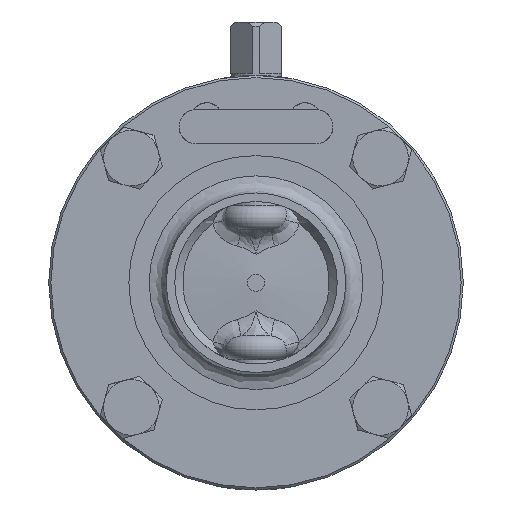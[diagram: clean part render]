
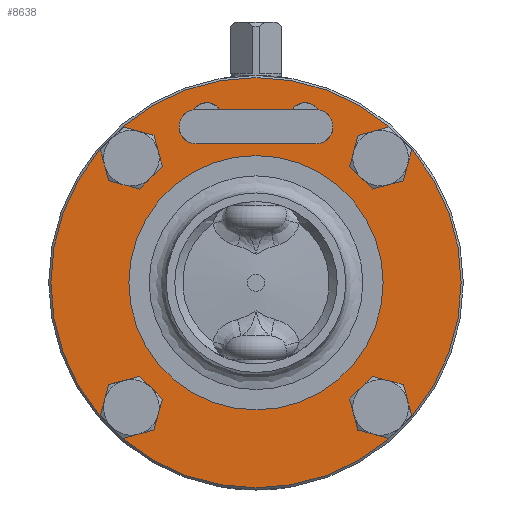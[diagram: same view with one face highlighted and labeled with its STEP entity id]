
A CAD part, left-side view. The second image highlights one B-rep face of the part: STEP entity #8638.
In plain terms, the highlighted planar face has unit normal (-1, 0, 0).
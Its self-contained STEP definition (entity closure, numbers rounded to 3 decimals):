
#369=CARTESIAN_POINT('',(-10.0,11.5,34.9));
#370=VERTEX_POINT('',#369);
#371=CARTESIAN_POINT('',(-10.0,11.5,38.5));
#372=DIRECTION('',(1.0,0.0,0.0));
#373=DIRECTION('',(0.0,0.0,-1.0));
#374=AXIS2_PLACEMENT_3D('',#371,#372,#373);
#375=CIRCLE('',#374,3.6);
#376=EDGE_CURVE('',#370,#370,#375,.T.);
#406=CARTESIAN_POINT('',(-10.0,-11.5,34.9));
#407=VERTEX_POINT('',#406);
#408=CARTESIAN_POINT('',(-10.0,-11.5,38.5));
#409=DIRECTION('',(1.0,0.0,0.0));
#410=DIRECTION('',(0.0,0.0,-1.0));
#411=AXIS2_PLACEMENT_3D('',#408,#409,#410);
#412=CIRCLE('',#411,3.6);
#413=EDGE_CURVE('',#407,#407,#412,.T.);
#5924=CARTESIAN_POINT('',(-10.,-30.656,34.671));
#5925=VERTEX_POINT('',#5924);
#5926=CARTESIAN_POINT('',(-10.0,-29.168,29.168));
#5927=DIRECTION('',(1.0,0.0,0.0));
#5928=DIRECTION('',(0.0,-0.261,0.965));
#5929=AXIS2_PLACEMENT_3D('',#5926,#5927,#5928);
#5930=CIRCLE('',#5929,5.7);
#5931=EDGE_CURVE('',#5925,#5925,#5930,.T.);
#6802=CARTESIAN_POINT('',(-10.,-34.671,-30.656));
#6803=VERTEX_POINT('',#6802);
#6804=CARTESIAN_POINT('',(-10.0,-29.168,-29.168));
#6805=DIRECTION('',(1.0,0.0,0.0));
#6806=DIRECTION('',(0.0,-0.965,-0.261));
#6807=AXIS2_PLACEMENT_3D('',#6804,#6805,#6806);
#6808=CIRCLE('',#6807,5.7);
#6809=EDGE_CURVE('',#6803,#6803,#6808,.T.);
#7680=CARTESIAN_POINT('',(-10.,30.656,-34.671));
#7681=VERTEX_POINT('',#7680);
#7682=CARTESIAN_POINT('',(-10.0,29.168,-29.168));
#7683=DIRECTION('',(1.0,0.0,0.0));
#7684=DIRECTION('',(0.0,0.261,-0.965));
#7685=AXIS2_PLACEMENT_3D('',#7682,#7683,#7684);
#7686=CIRCLE('',#7685,5.7);
#7687=EDGE_CURVE('',#7681,#7681,#7686,.T.);
#8558=CARTESIAN_POINT('',(-10.,34.671,30.656));
#8559=VERTEX_POINT('',#8558);
#8560=CARTESIAN_POINT('',(-10.0,29.168,29.168));
#8561=DIRECTION('',(1.0,0.0,0.0));
#8562=DIRECTION('',(0.0,0.965,0.261));
#8563=AXIS2_PLACEMENT_3D('',#8560,#8561,#8562);
#8564=CIRCLE('',#8563,5.7);
#8565=EDGE_CURVE('',#8559,#8559,#8564,.T.);
#8589=CARTESIAN_POINT('',(-10.0,-48.,0.));
#8590=VERTEX_POINT('',#8589);
#8591=CARTESIAN_POINT('',(-10.0,0.,0.));
#8592=DIRECTION('',(1.0,0.0,0.0));
#8593=DIRECTION('',(0.0,1.0,0.0));
#8594=AXIS2_PLACEMENT_3D('',#8591,#8592,#8593);
#8595=CIRCLE('',#8594,48.);
#8596=EDGE_CURVE('',#8590,#8590,#8595,.T.);
#8601=CARTESIAN_POINT('',(-10.0,-39.125,0.));
#8602=DIRECTION('',(-1.0,0.0,0.0));
#8603=DIRECTION('',(0.0,0.0,-1.0));
#8604=AXIS2_PLACEMENT_3D('',#8601,#8602,#8603);
#8605=PLANE('',#8604);
#8606=ORIENTED_EDGE('',*,*,#8596,.F.);
#8607=EDGE_LOOP('',(#8606));
#8608=FACE_OUTER_BOUND('',#8607,.T.);
#8609=ORIENTED_EDGE('',*,*,#5931,.T.);
#8610=EDGE_LOOP('',(#8609));
#8611=FACE_BOUND('',#8610,.T.);
#8612=ORIENTED_EDGE('',*,*,#6809,.T.);
#8613=EDGE_LOOP('',(#8612));
#8614=FACE_BOUND('',#8613,.T.);
#8615=ORIENTED_EDGE('',*,*,#7687,.T.);
#8616=EDGE_LOOP('',(#8615));
#8617=FACE_BOUND('',#8616,.T.);
#8618=ORIENTED_EDGE('',*,*,#8565,.T.);
#8619=EDGE_LOOP('',(#8618));
#8620=FACE_BOUND('',#8619,.T.);
#8621=CARTESIAN_POINT('',(-10.,-29.75,0.));
#8622=VERTEX_POINT('',#8621);
#8623=CARTESIAN_POINT('',(-10.,0.,0.));
#8624=DIRECTION('',(-1.0,0.0,0.0));
#8625=DIRECTION('',(0.0,-1.0,0.0));
#8626=AXIS2_PLACEMENT_3D('',#8623,#8624,#8625);
#8627=CIRCLE('',#8626,29.75);
#8628=EDGE_CURVE('',#8622,#8622,#8627,.T.);
#8629=ORIENTED_EDGE('',*,*,#8628,.F.);
#8630=EDGE_LOOP('',(#8629));
#8631=FACE_BOUND('',#8630,.T.);
#8632=ORIENTED_EDGE('',*,*,#413,.T.);
#8633=EDGE_LOOP('',(#8632));
#8634=FACE_BOUND('',#8633,.T.);
#8635=ORIENTED_EDGE('',*,*,#376,.T.);
#8636=EDGE_LOOP('',(#8635));
#8637=FACE_BOUND('',#8636,.T.);
#8638=ADVANCED_FACE('',(#8608,#8611,#8614,#8617,#8620,#8631,#8634,#8637),#8605,.T.);
